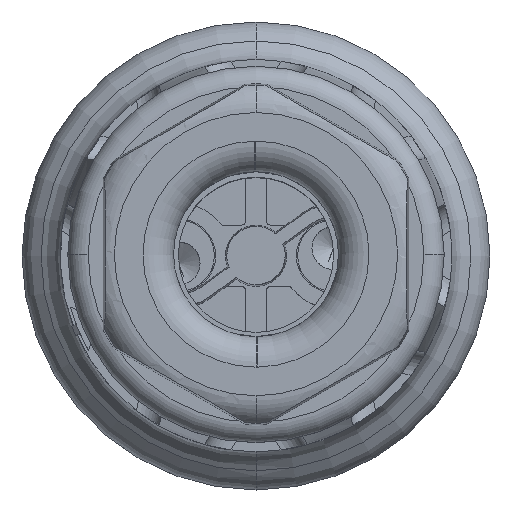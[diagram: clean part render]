
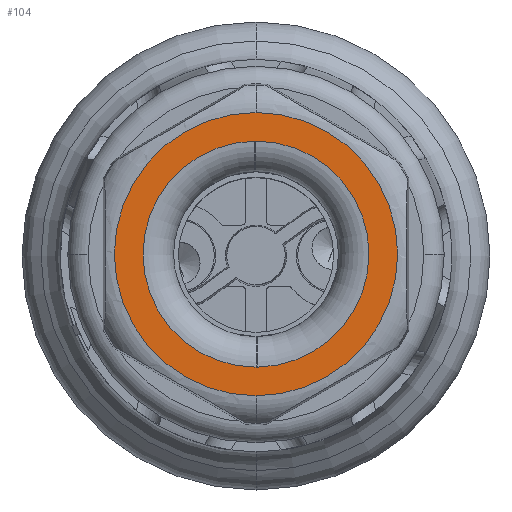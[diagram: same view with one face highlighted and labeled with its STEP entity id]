
A CAD part, top view. The second image highlights one B-rep face of the part: STEP entity #104.
In plain terms, the highlighted planar face has unit normal (0, 0, 1).
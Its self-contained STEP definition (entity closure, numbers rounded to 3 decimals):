
#104=ADVANCED_FACE('',(#3354,#3355),#3356,.T.);
#3354=FACE_OUTER_BOUND('',#9893,.T.);
#3355=FACE_BOUND('',#9894,.T.);
#3356=PLANE('',#9895);
#9893=EDGE_LOOP('',(#19291,#19292));
#9894=EDGE_LOOP('',(#19293,#19294,#19295,#19296));
#9895=AXIS2_PLACEMENT_3D('',#19297,#19298,#19299);
#19291=ORIENTED_EDGE('',*,*,#46208,.T.);
#19292=ORIENTED_EDGE('',*,*,#46209,.T.);
#19293=ORIENTED_EDGE('',*,*,#46210,.T.);
#19294=ORIENTED_EDGE('',*,*,#45581,.T.);
#19295=ORIENTED_EDGE('',*,*,#46211,.T.);
#19296=ORIENTED_EDGE('',*,*,#45584,.T.);
#19297=CARTESIAN_POINT('',(0.0,0.0,17.076));
#19298=DIRECTION('',(0.0,0.0,1.0));
#19299=DIRECTION('',(1.0,0.0,0.0));
#45581=EDGE_CURVE('',#54617,#54615,#54618,.T.);
#45584=EDGE_CURVE('',#54622,#54620,#54623,.T.);
#46208=EDGE_CURVE('',#55838,#55840,#55842,.T.);
#46209=EDGE_CURVE('',#55840,#55838,#55843,.T.);
#46210=EDGE_CURVE('',#54620,#54617,#55844,.T.);
#46211=EDGE_CURVE('',#54615,#54622,#55845,.T.);
#54615=VERTEX_POINT('',#69582);
#54617=VERTEX_POINT('',#69584);
#54618=CIRCLE('',#69585,11.105);
#54620=VERTEX_POINT('',#69587);
#54622=VERTEX_POINT('',#69589);
#54623=CIRCLE('',#69590,11.105);
#55838=VERTEX_POINT('',#72253);
#55840=VERTEX_POINT('',#72255);
#55842=CIRCLE('',#72257,13.922);
#55843=CIRCLE('',#72258,13.922);
#55844=CIRCLE('',#72259,11.105);
#55845=CIRCLE('',#72260,11.105);
#69582=CARTESIAN_POINT('',(0.0,-11.105,17.076));
#69584=CARTESIAN_POINT('',(0.165,-11.104,17.076));
#69585=AXIS2_PLACEMENT_3D('',#97621,#97622,#97623);
#69587=CARTESIAN_POINT('',(0.0,11.105,17.076));
#69589=CARTESIAN_POINT('',(-0.165,11.104,17.076));
#69590=AXIS2_PLACEMENT_3D('',#97630,#97631,#97632);
#72253=CARTESIAN_POINT('',(0.0,-13.922,17.076));
#72255=CARTESIAN_POINT('',(0.0,13.922,17.076));
#72257=AXIS2_PLACEMENT_3D('',#98110,#98111,#98112);
#72258=AXIS2_PLACEMENT_3D('',#98113,#98114,#98115);
#72259=AXIS2_PLACEMENT_3D('',#98116,#98117,#98118);
#72260=AXIS2_PLACEMENT_3D('',#98119,#98120,#98121);
#97621=CARTESIAN_POINT('',(0.0,0.0,17.076));
#97622=DIRECTION('',(0.0,0.0,-1.0));
#97623=DIRECTION('',(0.0,1.0,0.0));
#97630=CARTESIAN_POINT('',(0.0,0.0,17.076));
#97631=DIRECTION('',(0.0,0.0,-1.0));
#97632=DIRECTION('',(0.0,-1.0,0.0));
#98110=CARTESIAN_POINT('',(0.0,0.0,17.076));
#98111=DIRECTION('',(0.0,0.0,1.0));
#98112=DIRECTION('',(0.0,-1.0,0.0));
#98113=CARTESIAN_POINT('',(0.0,0.0,17.076));
#98114=DIRECTION('',(0.0,-0.0,1.0));
#98115=DIRECTION('',(0.0,1.0,0.0));
#98116=CARTESIAN_POINT('',(0.0,0.0,17.076));
#98117=DIRECTION('',(0.0,0.0,-1.0));
#98118=DIRECTION('',(0.0,1.0,0.0));
#98119=CARTESIAN_POINT('',(0.0,0.0,17.076));
#98120=DIRECTION('',(0.0,0.0,-1.0));
#98121=DIRECTION('',(0.0,-1.0,0.0));
